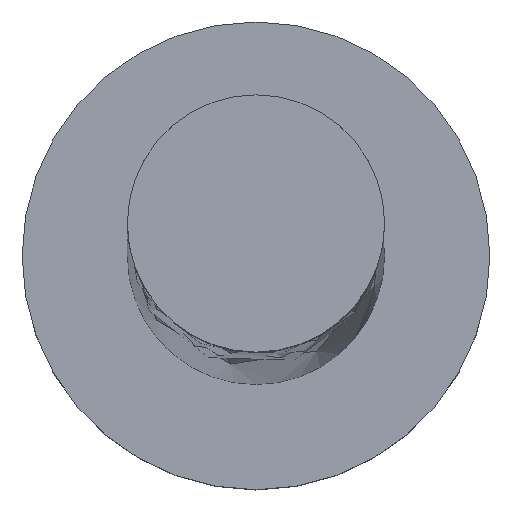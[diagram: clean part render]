
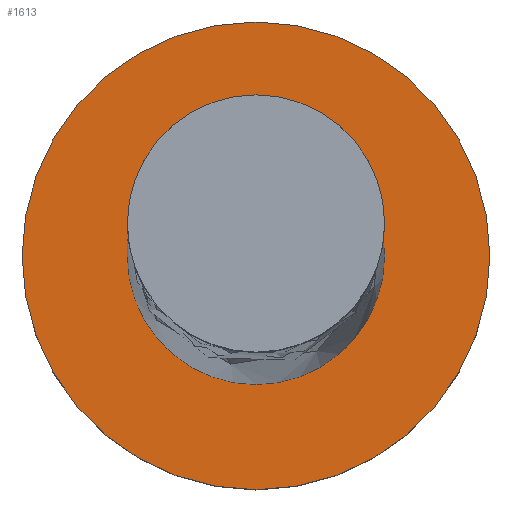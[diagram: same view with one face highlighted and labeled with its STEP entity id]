
A CAD part, top view. The second image highlights one B-rep face of the part: STEP entity #1613.
In plain terms, the highlighted planar face has unit normal (0, 0, 1).
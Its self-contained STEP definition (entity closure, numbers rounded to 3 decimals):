
#35 = CARTESIAN_POINT ( 'NONE',  ( 5., 0., 3. ) ) ;
#65 = DIRECTION ( 'NONE',  ( 0., 0., 1. ) ) ;
#94 = CARTESIAN_POINT ( 'NONE',  ( 2.75, 0., 3. ) ) ;
#133 = AXIS2_PLACEMENT_3D ( 'NONE', #310, #507, #912 ) ;
#148 = ORIENTED_EDGE ( 'NONE', *, *, #630, .T. ) ;
#184 = CARTESIAN_POINT ( 'NONE',  ( 0., 0., 3. ) ) ;
#252 = CARTESIAN_POINT ( 'NONE',  ( 0., 0., 3. ) ) ;
#296 = EDGE_CURVE ( 'NONE', #1163, #1632, #756, .T. ) ;
#310 = CARTESIAN_POINT ( 'NONE',  ( 0., 0., 3. ) ) ;
#367 = FACE_OUTER_BOUND ( 'NONE', #709, .T. ) ;
#402 = EDGE_CURVE ( 'NONE', #1796, #571, #979, .T. ) ;
#459 = DIRECTION ( 'NONE',  ( 0., 0., 1. ) ) ;
#486 = AXIS2_PLACEMENT_3D ( 'NONE', #252, #459, #891 ) ;
#507 = DIRECTION ( 'NONE',  ( 0., 0., 1. ) ) ;
#529 = DIRECTION ( 'NONE',  ( 1., 0., 0. ) ) ;
#533 = CARTESIAN_POINT ( 'NONE',  ( 0., 0., 3. ) ) ;
#571 = VERTEX_POINT ( 'NONE', #1372 ) ;
#630 = EDGE_CURVE ( 'NONE', #1632, #1163, #1514, .T. ) ;
#657 = DIRECTION ( 'NONE',  ( 0., 0., 1. ) ) ;
#709 = EDGE_LOOP ( 'NONE', ( #1132, #148 ) ) ;
#756 = CIRCLE ( 'NONE', #486, 5. ) ;
#773 = DIRECTION ( 'NONE',  ( 1., 0., 0. ) ) ;
#791 = AXIS2_PLACEMENT_3D ( 'NONE', #184, #808, #773 ) ;
#800 = CARTESIAN_POINT ( 'NONE',  ( 0., 0., 3. ) ) ;
#808 = DIRECTION ( 'NONE',  ( 0., 0., 1. ) ) ;
#829 = AXIS2_PLACEMENT_3D ( 'NONE', #533, #657, #1407 ) ;
#856 = CIRCLE ( 'NONE', #829, 2.75 ) ;
#887 = AXIS2_PLACEMENT_3D ( 'NONE', #800, #65, #529 ) ;
#891 = DIRECTION ( 'NONE',  ( 1., 0., 0. ) ) ;
#912 = DIRECTION ( 'NONE',  ( 1., 0., 0. ) ) ;
#978 = ORIENTED_EDGE ( 'NONE', *, *, #1293, .F. ) ;
#979 = CIRCLE ( 'NONE', #133, 2.75 ) ;
#1132 = ORIENTED_EDGE ( 'NONE', *, *, #296, .T. ) ;
#1163 = VERTEX_POINT ( 'NONE', #1308 ) ;
#1234 = FACE_BOUND ( 'NONE', #1523, .T. ) ;
#1293 = EDGE_CURVE ( 'NONE', #571, #1796, #856, .T. ) ;
#1308 = CARTESIAN_POINT ( 'NONE',  ( -5., 0., 3. ) ) ;
#1372 = CARTESIAN_POINT ( 'NONE',  ( -2.75, 0., 3. ) ) ;
#1407 = DIRECTION ( 'NONE',  ( 1., 0., 0. ) ) ;
#1514 = CIRCLE ( 'NONE', #791, 5. ) ;
#1523 = EDGE_LOOP ( 'NONE', ( #978, #1662 ) ) ;
#1532 = PLANE ( 'NONE',  #887 ) ;
#1613 = ADVANCED_FACE ( 'NONE', ( #1234, #367 ), #1532, .T. ) ;
#1632 = VERTEX_POINT ( 'NONE', #35 ) ;
#1662 = ORIENTED_EDGE ( 'NONE', *, *, #402, .F. ) ;
#1796 = VERTEX_POINT ( 'NONE', #94 ) ;
